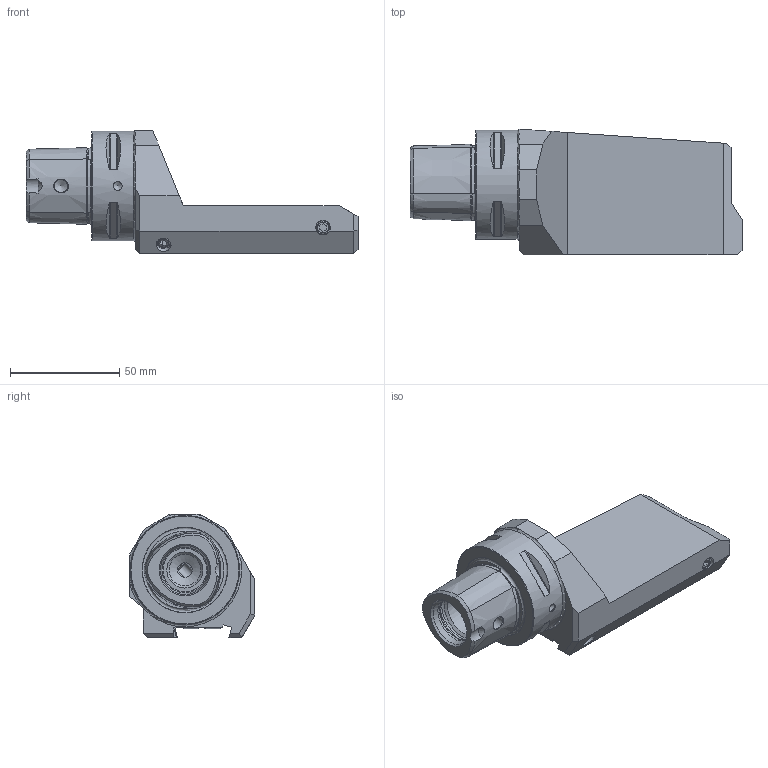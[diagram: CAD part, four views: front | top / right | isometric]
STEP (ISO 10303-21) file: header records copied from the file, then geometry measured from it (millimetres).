
FILE_DESCRIPTION (( 'STEP AP214' ), '1' );
FILE_NAME ('PS5-AE2.R11.122-ECO.STEP', '2019-12-09T10:08:27', ( '' ), ( '' ), 'SwSTEP 2.0', 'SolidWorks 2017', '' );
FILE_SCHEMA (( 'AUTOMOTIVE_DESIGN' ));
Length unit declared in the file: millimetre
Products named in the file (10): Teil1; KU1-U12.002.010_A; DIN 3771 - 80x1_vorgespannt; KU1-U12.002.010; PS5-AE2.R11.122-ECO_A; PS5-AE2.R11.122-ECO; Teil6; KU1-U12.003.010_B; DIN 3771 - 8x1.5; ISO 4026 - M6 x 6
Assembly tree (16 placements, depth 3):
  PS5-AE2.R11.122-ECO
    PS5-AE2.R11.122-ECO_A
    Teil6  x3
    Teil1  x3
    ISO 4026 - M6 x 6  x3
    DIN 3771 - 80x1_vorgespannt  x2
    KU1-U12.002.010
      KU1-U12.003.010_B
      KU1-U12.002.010_A
      DIN 3771 - 8x1.5
Bounding box: 152 x 57.5 x 56.5 mm (x, y, z)
Volume: 169716.6 mm3; surface area: 40760.3 mm2
Topology: 15 solids, 15 shells, 425 faces, 1030 edges, 631 vertices
Faces by surface type: plane 223, cone 94, cylinder 83, torus 20, bspline 3, sphere 2
Full cylindrical faces by diameter (mm): 3 x3, 3.3 x2, 4 x1, 4.5 x3, 5 x9, 5.5 x3, 6 x9, 6.1 x2, 6.8 x6, 10 x1, 11 x1, 12 x1, 14.5 x1, 21 x2, 24 x1, 50 x1
Entity records: 10677 total; most frequent: CARTESIAN_POINT 3145, DIRECTION 1436, ORIENTED_EDGE 1354, EDGE_CURVE 677, AXIS2_PLACEMENT_3D 542, VERTEX_POINT 459, EDGE_LOOP 418, FACE_OUTER_BOUND 354
